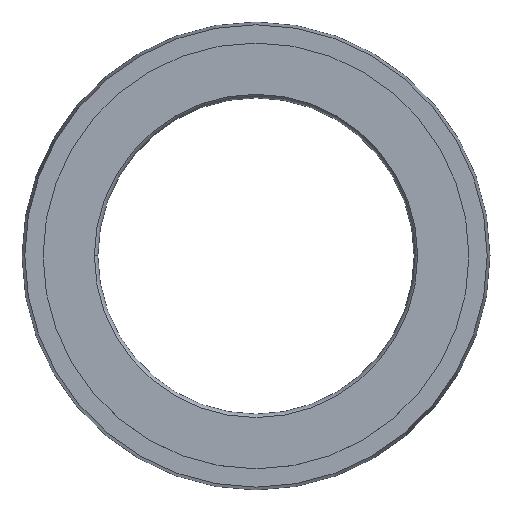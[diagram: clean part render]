
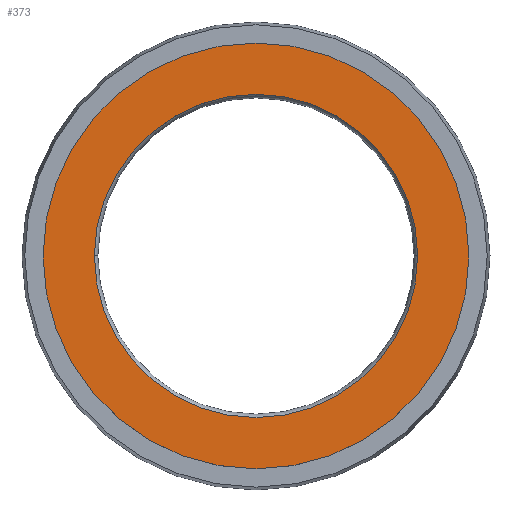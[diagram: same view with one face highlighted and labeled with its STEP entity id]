
A CAD part, top view. The second image highlights one B-rep face of the part: STEP entity #373.
In plain terms, the highlighted planar face has unit normal (0, 0, 1).
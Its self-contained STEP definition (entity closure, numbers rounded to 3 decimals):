
#39 = DIRECTION ( 'NONE',  ( -1., 0., 0. ) ) ;
#49 = DIRECTION ( 'NONE',  ( 1., 0., 0. ) ) ;
#66 = DIRECTION ( 'NONE',  ( 0., 0., 1. ) ) ;
#68 = ORIENTED_EDGE ( 'NONE', *, *, #517, .F. ) ;
#71 = CARTESIAN_POINT ( 'NONE',  ( 0., 0., 0. ) ) ;
#73 = EDGE_CURVE ( 'NONE', #549, #280, #244, .T. ) ;
#86 = AXIS2_PLACEMENT_3D ( 'NONE', #71, #66, #363 ) ;
#111 = VERTEX_POINT ( 'NONE', #505 ) ;
#124 = AXIS2_PLACEMENT_3D ( 'NONE', #381, #483, #633 ) ;
#130 = CARTESIAN_POINT ( 'NONE',  ( 0., 0., 0. ) ) ;
#146 = CARTESIAN_POINT ( 'NONE',  ( -11.5, 0., 0. ) ) ;
#150 = CARTESIAN_POINT ( 'NONE',  ( 15.15, 0., 0. ) ) ;
#166 = CIRCLE ( 'NONE', #124, 15.15 ) ;
#244 = CIRCLE ( 'NONE', #605, 11.5 ) ;
#248 = DIRECTION ( 'NONE',  ( 1., 0., 0. ) ) ;
#249 = AXIS2_PLACEMENT_3D ( 'NONE', #492, #552, #49 ) ;
#280 = VERTEX_POINT ( 'NONE', #640 ) ;
#289 = EDGE_LOOP ( 'NONE', ( #68, #460 ) ) ;
#330 = EDGE_CURVE ( 'NONE', #479, #111, #616, .T. ) ;
#363 = DIRECTION ( 'NONE',  ( 1., 0., 0. ) ) ;
#373 = ADVANCED_FACE ( 'NONE', ( #496, #453 ), #476, .F. ) ;
#381 = CARTESIAN_POINT ( 'NONE',  ( 0., 0., 0. ) ) ;
#402 = EDGE_CURVE ( 'NONE', #111, #479, #166, .T. ) ;
#406 = CIRCLE ( 'NONE', #249, 11.5 ) ;
#453 = FACE_OUTER_BOUND ( 'NONE', #461, .T. ) ;
#459 = CARTESIAN_POINT ( 'NONE',  ( 0., 0., 0. ) ) ;
#460 = ORIENTED_EDGE ( 'NONE', *, *, #73, .F. ) ;
#461 = EDGE_LOOP ( 'NONE', ( #514, #547 ) ) ;
#475 = AXIS2_PLACEMENT_3D ( 'NONE', #130, #531, #39 ) ;
#476 = PLANE ( 'NONE',  #475 ) ;
#479 = VERTEX_POINT ( 'NONE', #150 ) ;
#483 = DIRECTION ( 'NONE',  ( 0., 0., 1. ) ) ;
#492 = CARTESIAN_POINT ( 'NONE',  ( 0., 0., 0. ) ) ;
#496 = FACE_BOUND ( 'NONE', #289, .T. ) ;
#500 = DIRECTION ( 'NONE',  ( 0., 0., 1. ) ) ;
#505 = CARTESIAN_POINT ( 'NONE',  ( -15.15, 0., 0. ) ) ;
#514 = ORIENTED_EDGE ( 'NONE', *, *, #330, .T. ) ;
#517 = EDGE_CURVE ( 'NONE', #280, #549, #406, .T. ) ;
#531 = DIRECTION ( 'NONE',  ( 0., 0., -1. ) ) ;
#547 = ORIENTED_EDGE ( 'NONE', *, *, #402, .T. ) ;
#549 = VERTEX_POINT ( 'NONE', #146 ) ;
#552 = DIRECTION ( 'NONE',  ( 0., 0., 1. ) ) ;
#605 = AXIS2_PLACEMENT_3D ( 'NONE', #459, #500, #248 ) ;
#616 = CIRCLE ( 'NONE', #86, 15.15 ) ;
#633 = DIRECTION ( 'NONE',  ( 1., 0., 0. ) ) ;
#640 = CARTESIAN_POINT ( 'NONE',  ( 11.5, 0., 0. ) ) ;
